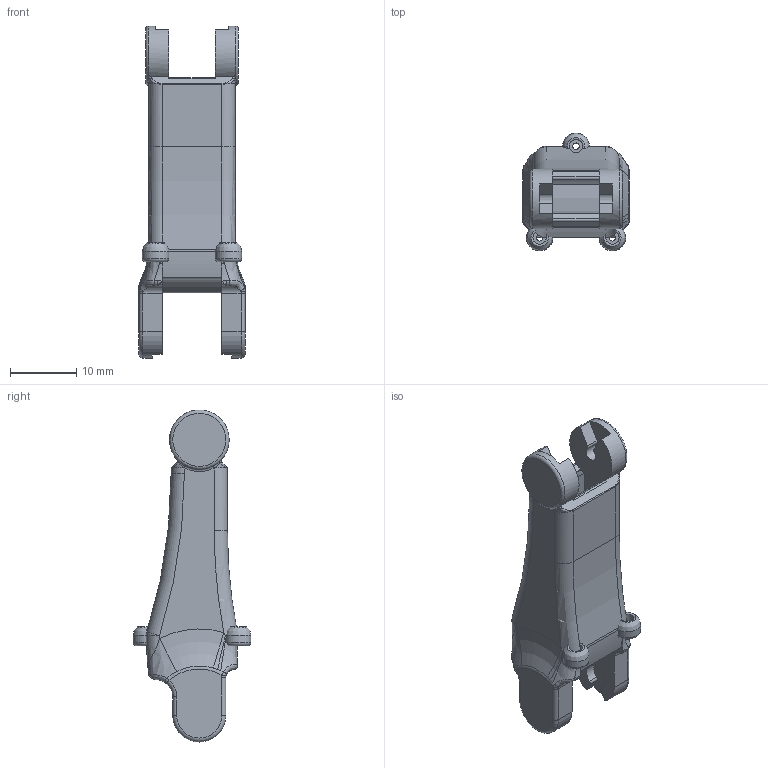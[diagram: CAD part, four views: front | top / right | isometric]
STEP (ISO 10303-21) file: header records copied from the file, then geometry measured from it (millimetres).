
FILE_DESCRIPTION(/* description */ (''),/* implementation_level */ '2;1');
FILE_NAME(/* name */ 'Proximal Phalanx V.step',/* time_stamp */ '2022-08-07T18:18:03+01:00',/* author */ (''),/* organization */ (''),/* preprocessor_version */ 'ST-DEVELOPER v18.1',/* originating_system */ 'Autodesk Translation Framework v10.10.0.1391',/* authorisation */ '');
FILE_SCHEMA (('AUTOMOTIVE_DESIGN { 1 0 10303 214 3 1 1 }'));
Length unit declared in the file: millimetre
Products named in the file (1): Proximal Phalanx V
Bounding box: 16 x 17.8 x 50.1 mm (x, y, z)
Volume: 3730.6 mm3; surface area: 3662.8 mm2
Topology: 4 solids, 4 shells, 221 faces, 550 edges, 332 vertices
Faces by surface type: cylinder 80, bspline 59, plane 48, torus 30, sphere 4
Full cylindrical faces by diameter (mm): 1 x4, 2 x4, 4 x3
Entity records: 8561 total; most frequent: CARTESIAN_POINT 3472, ORIENTED_EDGE 1092, DIRECTION 1020, EDGE_CURVE 546, AXIS2_PLACEMENT_3D 433, VERTEX_POINT 332, CIRCLE 262, EDGE_LOOP 228
